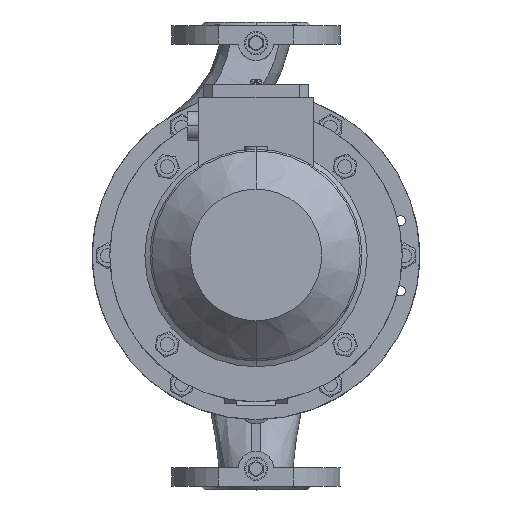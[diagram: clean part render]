
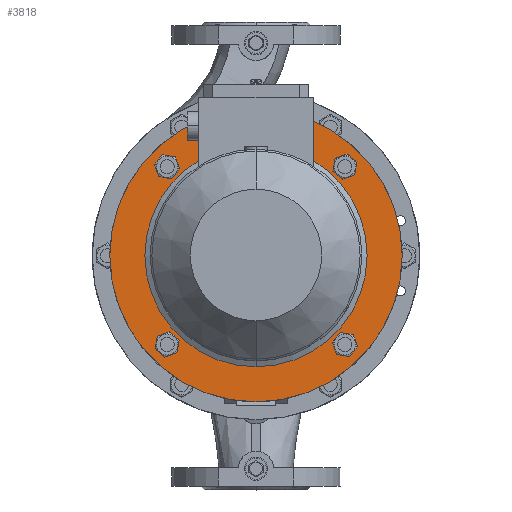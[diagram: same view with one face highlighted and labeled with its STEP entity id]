
A CAD part, top view. The second image highlights one B-rep face of the part: STEP entity #3818.
In plain terms, the highlighted planar face has unit normal (0, 0, 1).
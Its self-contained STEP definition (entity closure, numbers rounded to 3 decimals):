
#129 = CARTESIAN_POINT ( 'NONE',  ( -74.447, -67.126, 172. ) ) ;
#576 = CIRCLE ( 'NONE', #18732, 9.025 ) ;
#585 = DIRECTION ( 'NONE',  ( 0., 1., 0. ) ) ;
#619 = DIRECTION ( 'NONE',  ( 0., 0., -1. ) ) ;
#676 = CARTESIAN_POINT ( 'NONE',  ( 76.014, -76.014, 172. ) ) ;
#967 = ORIENTED_EDGE ( 'NONE', *, *, #15285, .F. ) ;
#1328 = CARTESIAN_POINT ( 'NONE',  ( -76.014, -76.014, 172. ) ) ;
#1611 = FACE_BOUND ( 'NONE', #24642, .T. ) ;
#2515 = DIRECTION ( 'NONE',  ( 0., -1., 0. ) ) ;
#2592 = DIRECTION ( 'NONE',  ( 0., 0., 1. ) ) ;
#2893 = CIRCLE ( 'NONE', #33652, 125. ) ;
#3073 = DIRECTION ( 'NONE',  ( 0., 0., 1. ) ) ;
#3818 = ADVANCED_FACE ( 'NONE', ( #30586, #7804, #1611, #24821, #21905, #17777 ), #22380, .T. ) ;
#4009 = VERTEX_POINT ( 'NONE', #11206 ) ;
#4092 = CARTESIAN_POINT ( 'NONE',  ( 0., 125., 172. ) ) ;
#4200 = ORIENTED_EDGE ( 'NONE', *, *, #21628, .F. ) ;
#4299 = EDGE_LOOP ( 'NONE', ( #31964, #20554 ) ) ;
#4601 = ORIENTED_EDGE ( 'NONE', *, *, #23308, .F. ) ;
#4736 = CARTESIAN_POINT ( 'NONE',  ( 0., -125., 172. ) ) ;
#5429 = CARTESIAN_POINT ( 'NONE',  ( 76.014, 76.014, 172. ) ) ;
#5539 = EDGE_CURVE ( 'NONE', #27455, #20930, #2893, .T. ) ;
#5901 = AXIS2_PLACEMENT_3D ( 'NONE', #1328, #3073, #29459 ) ;
#6026 = DIRECTION ( 'NONE',  ( 0., -1., 0. ) ) ;
#6302 = CIRCLE ( 'NONE', #27547, 9.025 ) ;
#6663 = ORIENTED_EDGE ( 'NONE', *, *, #27991, .F. ) ;
#6926 = VERTEX_POINT ( 'NONE', #26895 ) ;
#6975 = EDGE_CURVE ( 'NONE', #33166, #27519, #28783, .T. ) ;
#7449 = CARTESIAN_POINT ( 'NONE',  ( 0., 95., 172. ) ) ;
#7600 = DIRECTION ( 'NONE',  ( 0., -1., 0. ) ) ;
#7804 = FACE_BOUND ( 'NONE', #14856, .T. ) ;
#7847 = ORIENTED_EDGE ( 'NONE', *, *, #26310, .F. ) ;
#8399 = AXIS2_PLACEMENT_3D ( 'NONE', #13782, #619, #24346 ) ;
#8466 = DIRECTION ( 'NONE',  ( 0., 0., -1. ) ) ;
#9303 = CARTESIAN_POINT ( 'NONE',  ( 0., 0., 172. ) ) ;
#9563 = AXIS2_PLACEMENT_3D ( 'NONE', #26965, #29521, #6026 ) ;
#9629 = DIRECTION ( 'NONE',  ( 0., 0., 1. ) ) ;
#11206 = CARTESIAN_POINT ( 'NONE',  ( 74.447, 67.126, 172. ) ) ;
#11569 = ORIENTED_EDGE ( 'NONE', *, *, #22788, .F. ) ;
#11827 = AXIS2_PLACEMENT_3D ( 'NONE', #676, #19201, #13602 ) ;
#12181 = CARTESIAN_POINT ( 'NONE',  ( 0., -95., 172. ) ) ;
#12289 = CIRCLE ( 'NONE', #23343, 9.025 ) ;
#13092 = CARTESIAN_POINT ( 'NONE',  ( -84.902, 77.581, 172. ) ) ;
#13146 = DIRECTION ( 'NONE',  ( 0., 0., 1. ) ) ;
#13602 = DIRECTION ( 'NONE',  ( 0., -1., 0. ) ) ;
#13782 = CARTESIAN_POINT ( 'NONE',  ( 0., 0., 172. ) ) ;
#14075 = CARTESIAN_POINT ( 'NONE',  ( 76.014, 76.014, 172. ) ) ;
#14140 = VERTEX_POINT ( 'NONE', #13092 ) ;
#14580 = ORIENTED_EDGE ( 'NONE', *, *, #34155, .F. ) ;
#14856 = EDGE_LOOP ( 'NONE', ( #11569, #14580 ) ) ;
#14997 = DIRECTION ( 'NONE',  ( 0., 1., 0. ) ) ;
#15280 = CIRCLE ( 'NONE', #11827, 9.025 ) ;
#15285 = EDGE_CURVE ( 'NONE', #24781, #14140, #12289, .T. ) ;
#15748 = CIRCLE ( 'NONE', #23986, 9.025 ) ;
#16157 = CIRCLE ( 'NONE', #9563, 9.025 ) ;
#16637 = DIRECTION ( 'NONE',  ( 0., -1., 0. ) ) ;
#16862 = DIRECTION ( 'NONE',  ( 0., 0., 1. ) ) ;
#17188 = EDGE_CURVE ( 'NONE', #4009, #6926, #576, .T. ) ;
#17214 = CARTESIAN_POINT ( 'NONE',  ( 0., 0., 172. ) ) ;
#17777 = FACE_OUTER_BOUND ( 'NONE', #31956, .T. ) ;
#18255 = ORIENTED_EDGE ( 'NONE', *, *, #5539, .F. ) ;
#18732 = AXIS2_PLACEMENT_3D ( 'NONE', #14075, #16862, #16637 ) ;
#19201 = DIRECTION ( 'NONE',  ( 0., 0., 1. ) ) ;
#19230 = CARTESIAN_POINT ( 'NONE',  ( 0., 0., 172. ) ) ;
#20554 = ORIENTED_EDGE ( 'NONE', *, *, #6975, .T. ) ;
#20930 = VERTEX_POINT ( 'NONE', #4736 ) ;
#20973 = AXIS2_PLACEMENT_3D ( 'NONE', #17214, #30872, #14997 ) ;
#21086 = AXIS2_PLACEMENT_3D ( 'NONE', #19230, #8466, #585 ) ;
#21628 = EDGE_CURVE ( 'NONE', #33465, #27120, #31018, .T. ) ;
#21905 = FACE_BOUND ( 'NONE', #4299, .T. ) ;
#22380 = PLANE ( 'NONE',  #31173 ) ;
#22488 = DIRECTION ( 'NONE',  ( 0., -1., 0. ) ) ;
#22737 = DIRECTION ( 'NONE',  ( 0., 1., 0. ) ) ;
#22788 = EDGE_CURVE ( 'NONE', #25131, #29220, #16157, .T. ) ;
#23308 = EDGE_CURVE ( 'NONE', #6926, #4009, #6302, .T. ) ;
#23343 = AXIS2_PLACEMENT_3D ( 'NONE', #34226, #34110, #2515 ) ;
#23433 = CARTESIAN_POINT ( 'NONE',  ( 0., 125., 172. ) ) ;
#23464 = CARTESIAN_POINT ( 'NONE',  ( -76.014, -76.014, 172. ) ) ;
#23986 = AXIS2_PLACEMENT_3D ( 'NONE', #31636, #2592, #34313 ) ;
#24346 = DIRECTION ( 'NONE',  ( 0., 1., 0. ) ) ;
#24642 = EDGE_LOOP ( 'NONE', ( #26750, #4601 ) ) ;
#24781 = VERTEX_POINT ( 'NONE', #29119 ) ;
#24821 = FACE_BOUND ( 'NONE', #34291, .T. ) ;
#25131 = VERTEX_POINT ( 'NONE', #33258 ) ;
#26310 = EDGE_CURVE ( 'NONE', #20930, #27455, #33073, .T. ) ;
#26696 = DIRECTION ( 'NONE',  ( 0., -1., 0. ) ) ;
#26750 = ORIENTED_EDGE ( 'NONE', *, *, #17188, .F. ) ;
#26895 = CARTESIAN_POINT ( 'NONE',  ( 77.581, 84.902, 172. ) ) ;
#26965 = CARTESIAN_POINT ( 'NONE',  ( 76.014, -76.014, 172. ) ) ;
#27120 = VERTEX_POINT ( 'NONE', #32137 ) ;
#27455 = VERTEX_POINT ( 'NONE', #23433 ) ;
#27519 = VERTEX_POINT ( 'NONE', #7449 ) ;
#27547 = AXIS2_PLACEMENT_3D ( 'NONE', #5429, #29145, #26696 ) ;
#27991 = EDGE_CURVE ( 'NONE', #27120, #33465, #34229, .T. ) ;
#28783 = CIRCLE ( 'NONE', #8399, 95. ) ;
#29119 = CARTESIAN_POINT ( 'NONE',  ( -67.126, 74.447, 172. ) ) ;
#29145 = DIRECTION ( 'NONE',  ( 0., 0., 1. ) ) ;
#29220 = VERTEX_POINT ( 'NONE', #34173 ) ;
#29409 = EDGE_LOOP ( 'NONE', ( #967, #32603 ) ) ;
#29459 = DIRECTION ( 'NONE',  ( 0., -1., 0. ) ) ;
#29521 = DIRECTION ( 'NONE',  ( 0., 0., 1. ) ) ;
#30586 = FACE_BOUND ( 'NONE', #29409, .T. ) ;
#30872 = DIRECTION ( 'NONE',  ( 0., 0., -1. ) ) ;
#31018 = CIRCLE ( 'NONE', #31720, 9.025 ) ;
#31070 = EDGE_CURVE ( 'NONE', #27519, #33166, #34082, .T. ) ;
#31173 = AXIS2_PLACEMENT_3D ( 'NONE', #4092, #9629, #22488 ) ;
#31636 = CARTESIAN_POINT ( 'NONE',  ( -76.014, 76.014, 172. ) ) ;
#31720 = AXIS2_PLACEMENT_3D ( 'NONE', #23464, #13146, #7600 ) ;
#31956 = EDGE_LOOP ( 'NONE', ( #18255, #7847 ) ) ;
#31964 = ORIENTED_EDGE ( 'NONE', *, *, #31070, .T. ) ;
#32137 = CARTESIAN_POINT ( 'NONE',  ( -77.581, -84.902, 172. ) ) ;
#32603 = ORIENTED_EDGE ( 'NONE', *, *, #33366, .F. ) ;
#33073 = CIRCLE ( 'NONE', #20973, 125. ) ;
#33166 = VERTEX_POINT ( 'NONE', #12181 ) ;
#33258 = CARTESIAN_POINT ( 'NONE',  ( 67.126, -74.447, 172. ) ) ;
#33366 = EDGE_CURVE ( 'NONE', #14140, #24781, #15748, .T. ) ;
#33465 = VERTEX_POINT ( 'NONE', #129 ) ;
#33652 = AXIS2_PLACEMENT_3D ( 'NONE', #9303, #33715, #22737 ) ;
#33715 = DIRECTION ( 'NONE',  ( 0., 0., -1. ) ) ;
#34082 = CIRCLE ( 'NONE', #21086, 95. ) ;
#34110 = DIRECTION ( 'NONE',  ( 0., 0., 1. ) ) ;
#34155 = EDGE_CURVE ( 'NONE', #29220, #25131, #15280, .T. ) ;
#34173 = CARTESIAN_POINT ( 'NONE',  ( 84.902, -77.581, 172. ) ) ;
#34226 = CARTESIAN_POINT ( 'NONE',  ( -76.014, 76.014, 172. ) ) ;
#34229 = CIRCLE ( 'NONE', #5901, 9.025 ) ;
#34291 = EDGE_LOOP ( 'NONE', ( #4200, #6663 ) ) ;
#34313 = DIRECTION ( 'NONE',  ( 0., -1., 0. ) ) ;
